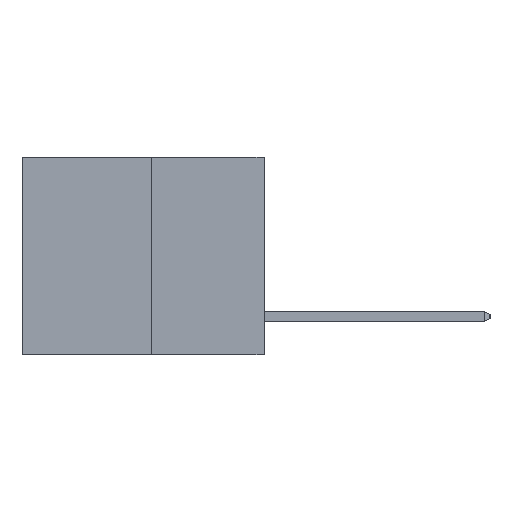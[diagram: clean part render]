
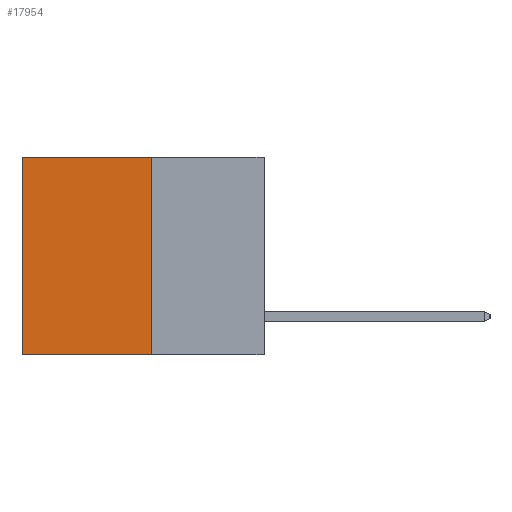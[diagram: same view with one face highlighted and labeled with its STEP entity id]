
A CAD part, left-side view. The second image highlights one B-rep face of the part: STEP entity #17954.
In plain terms, the highlighted planar face has unit normal (-1, 0, 0).
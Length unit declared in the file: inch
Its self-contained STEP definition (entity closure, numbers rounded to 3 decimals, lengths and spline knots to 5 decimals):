
#753 = FACE_OUTER_BOUND ( 'NONE', #7789, .T. ) ;
#976 = EDGE_CURVE ( 'NONE', #8189, #21154, #14160, .T. ) ;
#1145 = VECTOR ( 'NONE', #6426, 39.37008 ) ;
#2657 = ORIENTED_EDGE ( 'NONE', *, *, #13711, .F. ) ;
#3316 = DIRECTION ( 'NONE',  ( 0., 0., -1. ) ) ;
#3886 = CARTESIAN_POINT ( 'NONE',  ( 0.3165, 0.28, -0.49 ) ) ;
#6426 = DIRECTION ( 'NONE',  ( 0., 1., 0. ) ) ;
#6679 = CARTESIAN_POINT ( 'NONE',  ( 0.3165, 0.6, -0.49 ) ) ;
#7789 = EDGE_LOOP ( 'NONE', ( #15910, #16308, #2657, #15341 ) ) ;
#8189 = VERTEX_POINT ( 'NONE', #11571 ) ;
#8364 = CARTESIAN_POINT ( 'NONE',  ( 0.3165, 0.28, 0. ) ) ;
#8859 = VERTEX_POINT ( 'NONE', #12840 ) ;
#9661 = EDGE_CURVE ( 'NONE', #8859, #17500, #22144, .T. ) ;
#10224 = CARTESIAN_POINT ( 'NONE',  ( 0.3165, 0.6, -0.49 ) ) ;
#10611 = PLANE ( 'NONE',  #14036 ) ;
#11571 = CARTESIAN_POINT ( 'NONE',  ( 0.3165, 0.28, 0. ) ) ;
#11922 = LINE ( 'NONE', #3886, #23390 ) ;
#12073 = DIRECTION ( 'NONE',  ( 0., 1., 0. ) ) ;
#12840 = CARTESIAN_POINT ( 'NONE',  ( 0.3165, 0.28, -0.49 ) ) ;
#13711 = EDGE_CURVE ( 'NONE', #8189, #8859, #11922, .T. ) ;
#14036 = AXIS2_PLACEMENT_3D ( 'NONE', #21327, #19565, #3316 ) ;
#14160 = LINE ( 'NONE', #8364, #21898 ) ;
#15341 = ORIENTED_EDGE ( 'NONE', *, *, #976, .T. ) ;
#15411 = LINE ( 'NONE', #10224, #15689 ) ;
#15440 = CARTESIAN_POINT ( 'NONE',  ( 0.3165, 0.28, -0.49 ) ) ;
#15689 = VECTOR ( 'NONE', #22750, 39.37008 ) ;
#15910 = ORIENTED_EDGE ( 'NONE', *, *, #19797, .T. ) ;
#16308 = ORIENTED_EDGE ( 'NONE', *, *, #9661, .F. ) ;
#17500 = VERTEX_POINT ( 'NONE', #6679 ) ;
#17954 = ADVANCED_FACE ( 'NONE', ( #753 ), #10611, .F. ) ;
#19565 = DIRECTION ( 'NONE',  ( 1., 0., 0. ) ) ;
#19797 = EDGE_CURVE ( 'NONE', #21154, #17500, #15411, .T. ) ;
#20519 = CARTESIAN_POINT ( 'NONE',  ( 0.3165, 0.6, 0. ) ) ;
#21093 = DIRECTION ( 'NONE',  ( 0., 0., -1. ) ) ;
#21154 = VERTEX_POINT ( 'NONE', #20519 ) ;
#21327 = CARTESIAN_POINT ( 'NONE',  ( 0.3165, 0.28, -0.49 ) ) ;
#21898 = VECTOR ( 'NONE', #12073, 39.37008 ) ;
#22144 = LINE ( 'NONE', #15440, #1145 ) ;
#22750 = DIRECTION ( 'NONE',  ( 0., 0., -1. ) ) ;
#23390 = VECTOR ( 'NONE', #21093, 39.37008 ) ;
